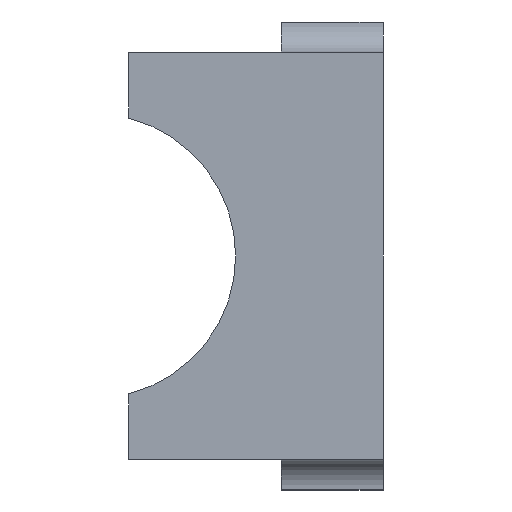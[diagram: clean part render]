
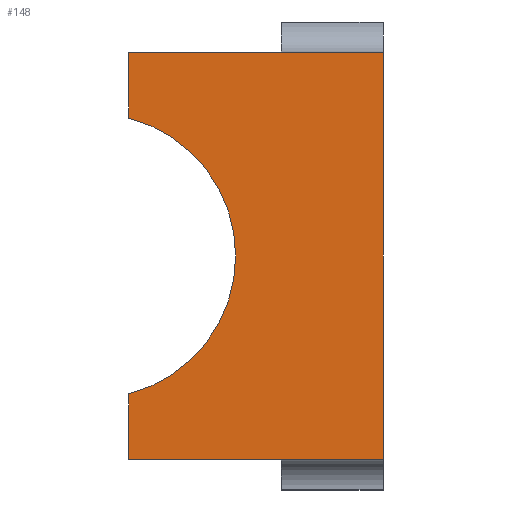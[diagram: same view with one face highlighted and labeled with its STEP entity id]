
A CAD part, left-side view. The second image highlights one B-rep face of the part: STEP entity #148.
In plain terms, the highlighted planar face has unit normal (-1, 0, 0).
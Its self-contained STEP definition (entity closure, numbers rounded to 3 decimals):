
#10 = CIRCLE ( 'NONE', #1038, 14. ) ;
#44 = LINE ( 'NONE', #537, #1120 ) ;
#100 = EDGE_LOOP ( 'NONE', ( #1507, #891, #1140, #770, #805, #344 ) ) ;
#109 = VECTOR ( 'NONE', #198, 1000. ) ;
#112 = EDGE_CURVE ( 'NONE', #1401, #1285, #10, .T. ) ;
#121 = VERTEX_POINT ( 'NONE', #877 ) ;
#142 = CARTESIAN_POINT ( 'NONE',  ( 0., 0., -40. ) ) ;
#146 = DIRECTION ( 'NONE',  ( -1., 0., 0. ) ) ;
#148 = ADVANCED_FACE ( 'NONE', ( #310 ), #1150, .F. ) ;
#198 = DIRECTION ( 'NONE',  ( 0., 0., 1. ) ) ;
#201 = VECTOR ( 'NONE', #1009, 1000. ) ;
#205 = LINE ( 'NONE', #569, #1042 ) ;
#259 = DIRECTION ( 'NONE',  ( 0., 0., 1. ) ) ;
#292 = EDGE_CURVE ( 'NONE', #121, #1514, #44, .T. ) ;
#310 = FACE_OUTER_BOUND ( 'NONE', #100, .T. ) ;
#344 = ORIENTED_EDGE ( 'NONE', *, *, #810, .F. ) ;
#427 = EDGE_CURVE ( 'NONE', #875, #1401, #1595, .T. ) ;
#445 = AXIS2_PLACEMENT_3D ( 'NONE', #902, #562, #555 ) ;
#462 = DIRECTION ( 'NONE',  ( 0., -1., 0. ) ) ;
#496 = DIRECTION ( 'NONE',  ( 0., 0., 1. ) ) ;
#521 = CARTESIAN_POINT ( 'NONE',  ( 0., -25., -40. ) ) ;
#524 = LINE ( 'NONE', #1392, #201 ) ;
#537 = CARTESIAN_POINT ( 'NONE',  ( 0., -25., 0. ) ) ;
#553 = VERTEX_POINT ( 'NONE', #612 ) ;
#555 = DIRECTION ( 'NONE',  ( 0., 0., -1. ) ) ;
#562 = DIRECTION ( 'NONE',  ( 1., 0., 0. ) ) ;
#569 = CARTESIAN_POINT ( 'NONE',  ( 0., 0., 0. ) ) ;
#612 = CARTESIAN_POINT ( 'NONE',  ( 0., 0., 0. ) ) ;
#770 = ORIENTED_EDGE ( 'NONE', *, *, #1542, .F. ) ;
#805 = ORIENTED_EDGE ( 'NONE', *, *, #292, .F. ) ;
#810 = EDGE_CURVE ( 'NONE', #553, #121, #205, .T. ) ;
#834 = VECTOR ( 'NONE', #496, 1000. ) ;
#875 = VERTEX_POINT ( 'NONE', #142 ) ;
#877 = CARTESIAN_POINT ( 'NONE',  ( 0., -25., 0. ) ) ;
#891 = ORIENTED_EDGE ( 'NONE', *, *, #112, .F. ) ;
#902 = CARTESIAN_POINT ( 'NONE',  ( 0., 0., 0. ) ) ;
#943 = LINE ( 'NONE', #1442, #109 ) ;
#1009 = DIRECTION ( 'NONE',  ( 0., 1., 0. ) ) ;
#1033 = DIRECTION ( 'NONE',  ( 0., 0., -1. ) ) ;
#1038 = AXIS2_PLACEMENT_3D ( 'NONE', #1480, #146, #259 ) ;
#1042 = VECTOR ( 'NONE', #462, 1000. ) ;
#1120 = VECTOR ( 'NONE', #1033, 1000. ) ;
#1140 = ORIENTED_EDGE ( 'NONE', *, *, #427, .F. ) ;
#1150 = PLANE ( 'NONE',  #445 ) ;
#1200 = CARTESIAN_POINT ( 'NONE',  ( 0., 0., -6.445 ) ) ;
#1285 = VERTEX_POINT ( 'NONE', #1200 ) ;
#1360 = EDGE_CURVE ( 'NONE', #1285, #553, #943, .T. ) ;
#1392 = CARTESIAN_POINT ( 'NONE',  ( 0., 0., -40. ) ) ;
#1401 = VERTEX_POINT ( 'NONE', #1562 ) ;
#1442 = CARTESIAN_POINT ( 'NONE',  ( 0., 0., 0. ) ) ;
#1479 = CARTESIAN_POINT ( 'NONE',  ( 0., 0., 0. ) ) ;
#1480 = CARTESIAN_POINT ( 'NONE',  ( 0., 3.5, -20. ) ) ;
#1507 = ORIENTED_EDGE ( 'NONE', *, *, #1360, .F. ) ;
#1514 = VERTEX_POINT ( 'NONE', #521 ) ;
#1542 = EDGE_CURVE ( 'NONE', #1514, #875, #524, .T. ) ;
#1562 = CARTESIAN_POINT ( 'NONE',  ( 0., 0., -33.555 ) ) ;
#1595 = LINE ( 'NONE', #1479, #834 ) ;
